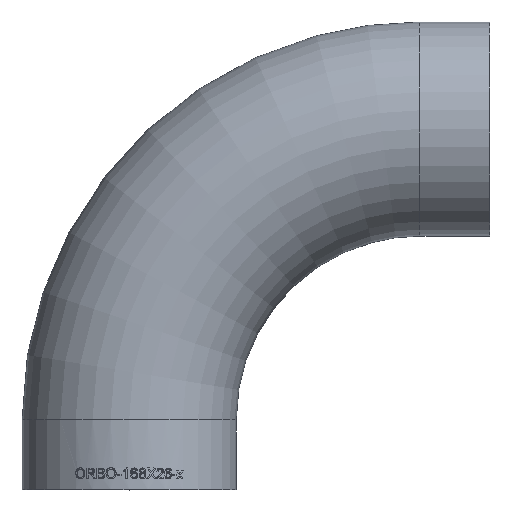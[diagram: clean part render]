
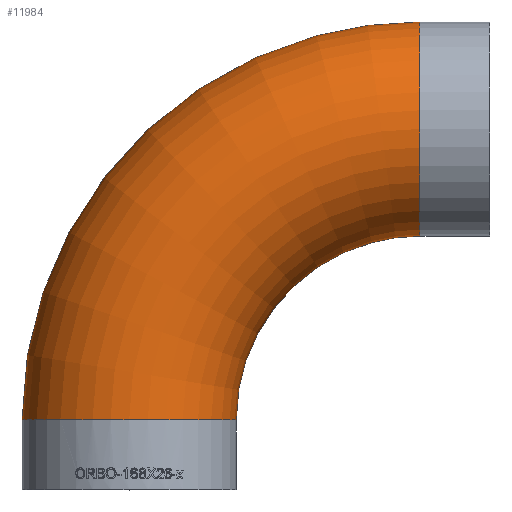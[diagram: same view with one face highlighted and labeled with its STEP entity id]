
A CAD part, top view. The second image highlights one B-rep face of the part: STEP entity #11984.
In plain terms, the highlighted toroidal (fillet/blend) face has major radius 228.5 mm and minor radius 84.15 mm.
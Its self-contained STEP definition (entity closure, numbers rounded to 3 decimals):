
#1983 = DIRECTION ( 'NONE',  ( 0., 1., 0. ) ) ;
#2735 = EDGE_CURVE ( 'NONE', #25404, #25404, #9696, .T. ) ;
#7857 = AXIS2_PLACEMENT_3D ( 'NONE', #17958, #17629, #33240 ) ;
#8886 = EDGE_LOOP ( 'NONE', ( #15706 ) ) ;
#9696 = CIRCLE ( 'NONE', #12997, 84.15 ) ;
#11606 = EDGE_CURVE ( 'NONE', #31029, #31029, #33652, .T. ) ;
#11984 = ADVANCED_FACE ( 'NONE', ( #24411, #19255 ), #29823, .T. ) ;
#12997 = AXIS2_PLACEMENT_3D ( 'NONE', #20916, #1983, #17821 ) ;
#15020 = AXIS2_PLACEMENT_3D ( 'NONE', #31948, #16170, #21483 ) ;
#15706 = ORIENTED_EDGE ( 'NONE', *, *, #2735, .T. ) ;
#16170 = DIRECTION ( 'NONE',  ( 0., 0., -1. ) ) ;
#17629 = DIRECTION ( 'NONE',  ( 1., 0., 0. ) ) ;
#17821 = DIRECTION ( 'NONE',  ( 0., 0., 1. ) ) ;
#17958 = CARTESIAN_POINT ( 'NONE',  ( 0., 283.5, 0. ) ) ;
#19255 = FACE_OUTER_BOUND ( 'NONE', #8886, .T. ) ;
#20916 = CARTESIAN_POINT ( 'NONE',  ( -228.5, 55., 0. ) ) ;
#21483 = DIRECTION ( 'NONE',  ( -1., 0., 0. ) ) ;
#23158 = CARTESIAN_POINT ( 'NONE',  ( -228.5, 55., 84.15 ) ) ;
#24411 = FACE_OUTER_BOUND ( 'NONE', #32121, .T. ) ;
#25404 = VERTEX_POINT ( 'NONE', #23158 ) ;
#29324 = ORIENTED_EDGE ( 'NONE', *, *, #11606, .F. ) ;
#29823 = TOROIDAL_SURFACE ( 'NONE', #15020, 228.5, 84.15 ) ;
#31029 = VERTEX_POINT ( 'NONE', #33278 ) ;
#31948 = CARTESIAN_POINT ( 'NONE',  ( 0., 55., 0. ) ) ;
#32121 = EDGE_LOOP ( 'NONE', ( #29324 ) ) ;
#33240 = DIRECTION ( 'NONE',  ( 0., 0., 1. ) ) ;
#33278 = CARTESIAN_POINT ( 'NONE',  ( 0., 283.5, 84.15 ) ) ;
#33652 = CIRCLE ( 'NONE', #7857, 84.15 ) ;
